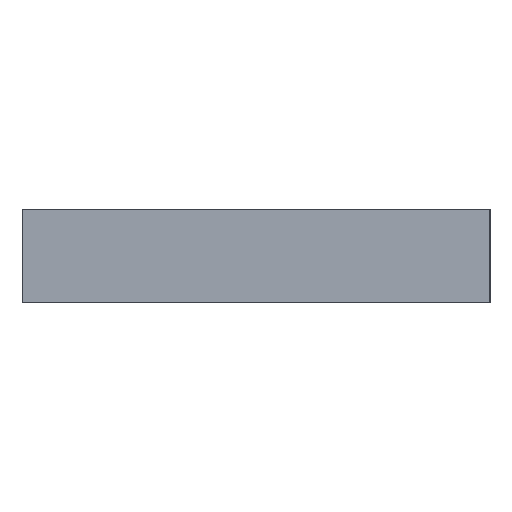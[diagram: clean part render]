
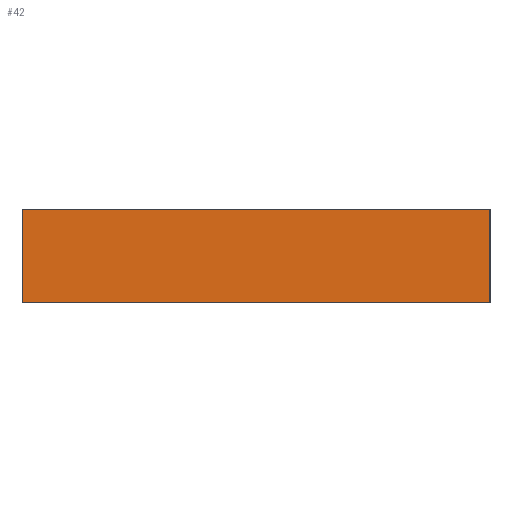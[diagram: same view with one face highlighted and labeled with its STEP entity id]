
A CAD part, left-side view. The second image highlights one B-rep face of the part: STEP entity #42.
In plain terms, the highlighted planar face has unit normal (-1, 0, 0).
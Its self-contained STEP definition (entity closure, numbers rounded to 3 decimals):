
#42 = ADVANCED_FACE( '', ( #89 ), #90, .F. );
#89 = FACE_OUTER_BOUND( '', #134, .T. );
#90 = PLANE( '', #135 );
#134 = EDGE_LOOP( '', ( #187, #188, #189, #190 ) );
#135 = AXIS2_PLACEMENT_3D( '', #191, #192, #193 );
#187 = ORIENTED_EDGE( '', *, *, #243, .T. );
#188 = ORIENTED_EDGE( '', *, *, #249, .F. );
#189 = ORIENTED_EDGE( '', *, *, #234, .F. );
#190 = ORIENTED_EDGE( '', *, *, #250, .T. );
#191 = CARTESIAN_POINT( '', ( 0., 30., 6. ) );
#192 = DIRECTION( '', ( 1., 0., 0. ) );
#193 = DIRECTION( '', ( 0., 0., -1. ) );
#234 = EDGE_CURVE( '', #264, #266, #267, .T. );
#243 = EDGE_CURVE( '', #277, #281, #283, .T. );
#249 = EDGE_CURVE( '', #266, #281, #291, .T. );
#250 = EDGE_CURVE( '', #264, #277, #292, .T. );
#264 = VERTEX_POINT( '', #306 );
#266 = VERTEX_POINT( '', #309 );
#267 = LINE( '', #310, #311 );
#277 = VERTEX_POINT( '', #323 );
#281 = VERTEX_POINT( '', #329 );
#283 = LINE( '', #332, #333 );
#291 = LINE( '', #341, #342 );
#292 = LINE( '', #343, #344 );
#306 = CARTESIAN_POINT( '', ( 0., 30., 6. ) );
#309 = CARTESIAN_POINT( '', ( 0., 0., 6. ) );
#310 = CARTESIAN_POINT( '', ( 0., 30., 6. ) );
#311 = VECTOR( '', #361, 1000. );
#323 = CARTESIAN_POINT( '', ( 0., 30., 0. ) );
#329 = CARTESIAN_POINT( '', ( 0., 0., 0. ) );
#332 = CARTESIAN_POINT( '', ( 0., 30., 0. ) );
#333 = VECTOR( '', #373, 1000. );
#341 = CARTESIAN_POINT( '', ( 0., 0., 6. ) );
#342 = VECTOR( '', #380, 1000. );
#343 = CARTESIAN_POINT( '', ( 0., 30., 6. ) );
#344 = VECTOR( '', #381, 1000. );
#361 = DIRECTION( '', ( 0., -1., 0. ) );
#373 = DIRECTION( '', ( 0., -1., 0. ) );
#380 = DIRECTION( '', ( 0., 0., -1. ) );
#381 = DIRECTION( '', ( 0., 0., -1. ) );
